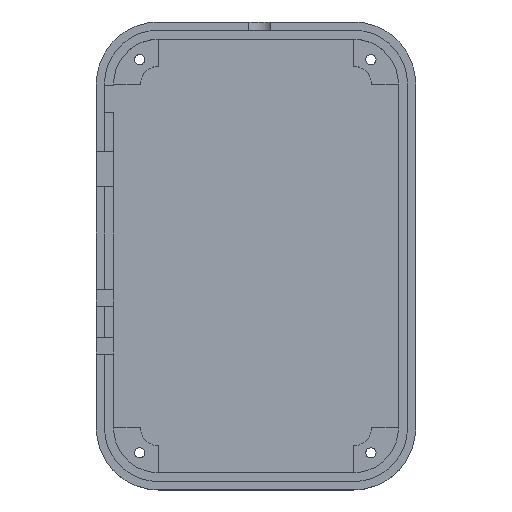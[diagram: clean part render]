
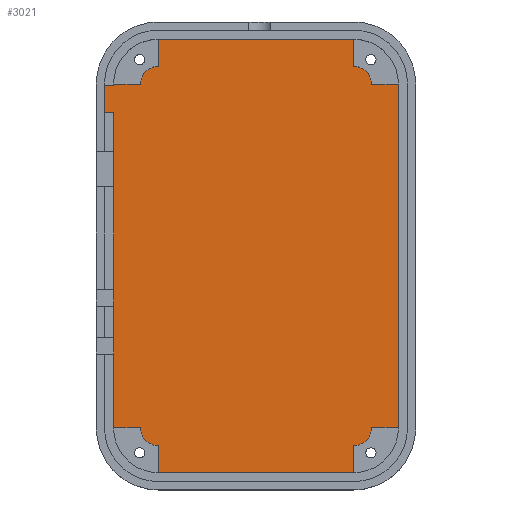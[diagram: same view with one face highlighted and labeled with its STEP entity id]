
A CAD part, top view. The second image highlights one B-rep face of the part: STEP entity #3021.
In plain terms, the highlighted planar face has unit normal (0, 0, 1).
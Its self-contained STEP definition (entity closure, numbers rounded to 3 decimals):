
#1387 = VERTEX_POINT('',#1388);
#1388 = CARTESIAN_POINT('',(-26.4,26.65,1.65));
#1438 = VERTEX_POINT('',#1439);
#1439 = CARTESIAN_POINT('',(-26.4,-31.85,1.65));
#1445 = EDGE_CURVE('',#1387,#1438,#1446,.T.);
#1446 = LINE('',#1447,#1448);
#1447 = CARTESIAN_POINT('',(-26.4,31.85,1.65));
#1448 = VECTOR('',#1449,1.);
#1449 = DIRECTION('',(0.,-1.,0.));
#1700 = VERTEX_POINT('',#1701);
#1701 = CARTESIAN_POINT('',(-26.4,31.55,1.65));
#1707 = EDGE_CURVE('',#1700,#1708,#1710,.T.);
#1708 = VERTEX_POINT('',#1709);
#1709 = CARTESIAN_POINT('',(-28.1,31.55,1.65));
#1710 = LINE('',#1711,#1712);
#1711 = CARTESIAN_POINT('',(-26.4,31.55,1.65));
#1712 = VECTOR('',#1713,1.);
#1713 = DIRECTION('',(-1.,-0.,-0.));
#1735 = VERTEX_POINT('',#1736);
#1736 = CARTESIAN_POINT('',(-28.1,26.65,1.65));
#1742 = EDGE_CURVE('',#1735,#1708,#1743,.T.);
#1743 = LINE('',#1744,#1745);
#1744 = CARTESIAN_POINT('',(-28.1,26.65,1.65));
#1745 = VECTOR('',#1746,1.);
#1746 = DIRECTION('',(0.,1.,0.));
#1761 = EDGE_CURVE('',#1387,#1735,#1762,.T.);
#1762 = LINE('',#1763,#1764);
#1763 = CARTESIAN_POINT('',(-26.4,26.65,1.65));
#1764 = VECTOR('',#1765,1.);
#1765 = DIRECTION('',(-1.,-0.,-0.));
#2190 = VERTEX_POINT('',#2191);
#2191 = CARTESIAN_POINT('',(-18.1,40.15,1.65));
#2197 = EDGE_CURVE('',#2198,#2190,#2200,.T.);
#2198 = VERTEX_POINT('',#2199);
#2199 = CARTESIAN_POINT('',(18.1,40.15,1.65));
#2200 = LINE('',#2201,#2202);
#2201 = CARTESIAN_POINT('',(18.1,40.15,1.65));
#2202 = VECTOR('',#2203,1.);
#2203 = DIRECTION('',(-1.,0.,0.));
#2234 = VERTEX_POINT('',#2235);
#2235 = CARTESIAN_POINT('',(-21.4,-31.85,1.65));
#2250 = EDGE_CURVE('',#2234,#1438,#2251,.T.);
#2251 = LINE('',#2252,#2253);
#2252 = CARTESIAN_POINT('',(-21.4,-31.85,1.65));
#2253 = VECTOR('',#2254,1.);
#2254 = DIRECTION('',(-1.,0.,0.));
#2299 = VERTEX_POINT('',#2300);
#2300 = CARTESIAN_POINT('',(18.1,-40.15,1.65));
#2306 = EDGE_CURVE('',#2307,#2299,#2309,.T.);
#2307 = VERTEX_POINT('',#2308);
#2308 = CARTESIAN_POINT('',(-18.1,-40.15,1.65));
#2309 = LINE('',#2310,#2311);
#2310 = CARTESIAN_POINT('',(-18.1,-40.15,1.65));
#2311 = VECTOR('',#2312,1.);
#2312 = DIRECTION('',(1.,0.,0.));
#2374 = VERTEX_POINT('',#2375);
#2375 = CARTESIAN_POINT('',(26.4,31.85,1.65));
#2381 = EDGE_CURVE('',#2382,#2374,#2384,.T.);
#2382 = VERTEX_POINT('',#2383);
#2383 = CARTESIAN_POINT('',(26.4,-31.85,1.65));
#2384 = LINE('',#2385,#2386);
#2385 = CARTESIAN_POINT('',(26.4,-31.85,1.65));
#2386 = VECTOR('',#2387,1.);
#2387 = DIRECTION('',(0.,1.,0.));
#2450 = EDGE_CURVE('',#2451,#1700,#2453,.T.);
#2451 = VERTEX_POINT('',#2452);
#2452 = CARTESIAN_POINT('',(-26.4,31.85,1.65));
#2453 = LINE('',#2454,#2455);
#2454 = CARTESIAN_POINT('',(-26.4,31.85,1.65));
#2455 = VECTOR('',#2456,1.);
#2456 = DIRECTION('',(0.,-1.,0.));
#2562 = VERTEX_POINT('',#2563);
#2563 = CARTESIAN_POINT('',(18.1,35.15,1.65));
#2569 = EDGE_CURVE('',#2198,#2562,#2570,.T.);
#2570 = LINE('',#2571,#2572);
#2571 = CARTESIAN_POINT('',(18.1,40.15,1.65));
#2572 = VECTOR('',#2573,1.);
#2573 = DIRECTION('',(0.,-1.,0.));
#2584 = VERTEX_POINT('',#2585);
#2585 = CARTESIAN_POINT('',(-18.1,35.15,1.65));
#2600 = EDGE_CURVE('',#2584,#2190,#2601,.T.);
#2601 = LINE('',#2602,#2603);
#2602 = CARTESIAN_POINT('',(-18.1,35.15,1.65));
#2603 = VECTOR('',#2604,1.);
#2604 = DIRECTION('',(0.,1.,0.));
#2615 = VERTEX_POINT('',#2616);
#2616 = CARTESIAN_POINT('',(-21.4,31.85,1.65));
#2631 = EDGE_CURVE('',#2615,#2451,#2632,.T.);
#2632 = LINE('',#2633,#2634);
#2633 = CARTESIAN_POINT('',(-21.4,31.85,1.65));
#2634 = VECTOR('',#2635,1.);
#2635 = DIRECTION('',(-1.,0.,0.));
#2654 = EDGE_CURVE('',#2584,#2615,#2655,.T.);
#2655 = CIRCLE('',#2656,3.3);
#2656 = AXIS2_PLACEMENT_3D('',#2657,#2658,#2659);
#2657 = CARTESIAN_POINT('',(-18.1,31.85,1.65));
#2658 = DIRECTION('',(0.,0.,1.));
#2659 = DIRECTION('',(1.,0.,0.));
#2670 = VERTEX_POINT('',#2671);
#2671 = CARTESIAN_POINT('',(21.4,31.85,1.65));
#2687 = EDGE_CURVE('',#2670,#2562,#2688,.T.);
#2688 = CIRCLE('',#2689,3.3);
#2689 = AXIS2_PLACEMENT_3D('',#2690,#2691,#2692);
#2690 = CARTESIAN_POINT('',(18.1,31.85,1.65));
#2691 = DIRECTION('',(0.,0.,1.));
#2692 = DIRECTION('',(1.,0.,0.));
#2710 = EDGE_CURVE('',#2374,#2670,#2711,.T.);
#2711 = LINE('',#2712,#2713);
#2712 = CARTESIAN_POINT('',(26.4,31.85,1.65));
#2713 = VECTOR('',#2714,1.);
#2714 = DIRECTION('',(-1.,0.,0.));
#2725 = VERTEX_POINT('',#2726);
#2726 = CARTESIAN_POINT('',(21.4,-31.85,1.65));
#2741 = EDGE_CURVE('',#2725,#2382,#2742,.T.);
#2742 = LINE('',#2743,#2744);
#2743 = CARTESIAN_POINT('',(21.4,-31.85,1.65));
#2744 = VECTOR('',#2745,1.);
#2745 = DIRECTION('',(1.,0.,0.));
#2756 = VERTEX_POINT('',#2757);
#2757 = CARTESIAN_POINT('',(18.1,-35.15,1.65));
#2773 = EDGE_CURVE('',#2756,#2725,#2774,.T.);
#2774 = CIRCLE('',#2775,3.3);
#2775 = AXIS2_PLACEMENT_3D('',#2776,#2777,#2778);
#2776 = CARTESIAN_POINT('',(18.1,-31.85,1.65));
#2777 = DIRECTION('',(0.,0.,1.));
#2778 = DIRECTION('',(1.,0.,0.));
#2796 = EDGE_CURVE('',#2756,#2299,#2797,.T.);
#2797 = LINE('',#2798,#2799);
#2798 = CARTESIAN_POINT('',(18.1,-35.15,1.65));
#2799 = VECTOR('',#2800,1.);
#2800 = DIRECTION('',(0.,-1.,0.));
#2811 = VERTEX_POINT('',#2812);
#2812 = CARTESIAN_POINT('',(-18.1,-35.15,1.65));
#2827 = EDGE_CURVE('',#2811,#2307,#2828,.T.);
#2828 = LINE('',#2829,#2830);
#2829 = CARTESIAN_POINT('',(-18.1,-35.15,1.65));
#2830 = VECTOR('',#2831,1.);
#2831 = DIRECTION('',(0.,-1.,0.));
#2850 = EDGE_CURVE('',#2234,#2811,#2851,.T.);
#2851 = CIRCLE('',#2852,3.3);
#2852 = AXIS2_PLACEMENT_3D('',#2853,#2854,#2855);
#2853 = CARTESIAN_POINT('',(-18.1,-31.85,1.65));
#2854 = DIRECTION('',(0.,0.,1.));
#2855 = DIRECTION('',(1.,0.,0.));
#3021 = ADVANCED_FACE('',(#3022),#3044,.T.);
#3022 = FACE_BOUND('',#3023,.T.);
#3023 = EDGE_LOOP('',(#3024,#3025,#3026,#3027,#3028,#3029,#3030,#3031,
    #3032,#3033,#3034,#3035,#3036,#3037,#3038,#3039,#3040,#3041,#3042,
    #3043));
#3024 = ORIENTED_EDGE('',*,*,#2631,.T.);
#3025 = ORIENTED_EDGE('',*,*,#2450,.T.);
#3026 = ORIENTED_EDGE('',*,*,#1707,.T.);
#3027 = ORIENTED_EDGE('',*,*,#1742,.F.);
#3028 = ORIENTED_EDGE('',*,*,#1761,.F.);
#3029 = ORIENTED_EDGE('',*,*,#1445,.T.);
#3030 = ORIENTED_EDGE('',*,*,#2250,.F.);
#3031 = ORIENTED_EDGE('',*,*,#2850,.T.);
#3032 = ORIENTED_EDGE('',*,*,#2827,.T.);
#3033 = ORIENTED_EDGE('',*,*,#2306,.T.);
#3034 = ORIENTED_EDGE('',*,*,#2796,.F.);
#3035 = ORIENTED_EDGE('',*,*,#2773,.T.);
#3036 = ORIENTED_EDGE('',*,*,#2741,.T.);
#3037 = ORIENTED_EDGE('',*,*,#2381,.T.);
#3038 = ORIENTED_EDGE('',*,*,#2710,.T.);
#3039 = ORIENTED_EDGE('',*,*,#2687,.T.);
#3040 = ORIENTED_EDGE('',*,*,#2569,.F.);
#3041 = ORIENTED_EDGE('',*,*,#2197,.T.);
#3042 = ORIENTED_EDGE('',*,*,#2600,.F.);
#3043 = ORIENTED_EDGE('',*,*,#2654,.T.);
#3044 = PLANE('',#3045);
#3045 = AXIS2_PLACEMENT_3D('',#3046,#3047,#3048);
#3046 = CARTESIAN_POINT('',(-0.383,0.375,1.65));
#3047 = DIRECTION('',(0.,0.,1.));
#3048 = DIRECTION('',(1.,0.,0.));
